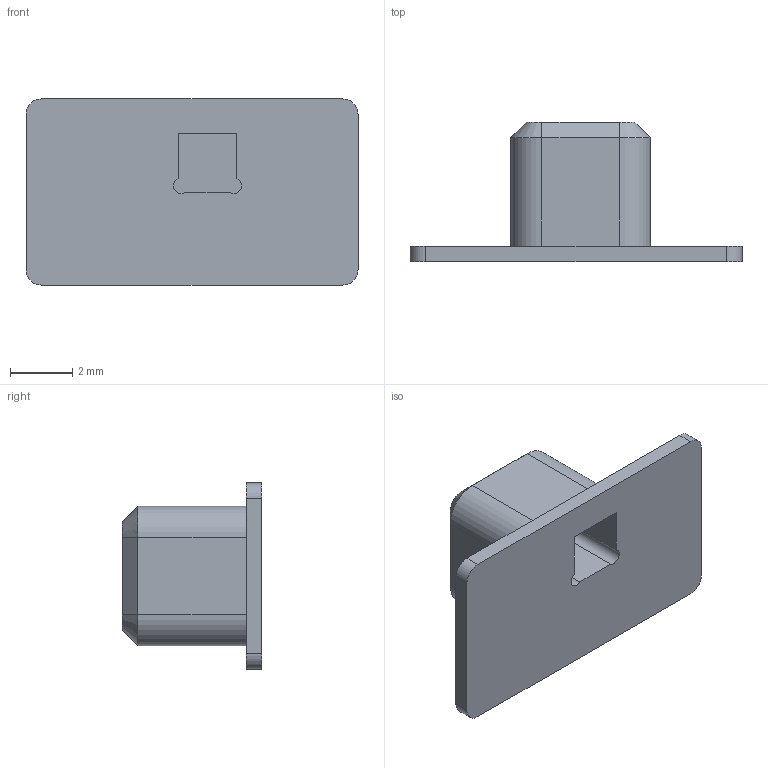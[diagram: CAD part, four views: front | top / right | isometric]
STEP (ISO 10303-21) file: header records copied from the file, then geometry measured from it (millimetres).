
FILE_DESCRIPTION((''),'2;1');
FILE_NAME('1-A2','2025-05-23T15:36:38',('seeed'),(''),'CREO PARAMETRIC BY PTC INC, 2021284','CREO PARAMETRIC BY PTC INC, 2021284','');
FILE_SCHEMA(('CONFIG_CONTROL_DESIGN'));
Length unit declared in the file: millimetre
Products named in the file (1): 1-A2
Bounding box: 10.7 x 4.5 x 6 mm (x, y, z)
Volume: 95.7 mm3; surface area: 229.7 mm2
Topology: 1 solids, 1 shells, 34 faces, 82 edges, 52 vertices
Faces by surface type: plane 20, cylinder 10, cone 4
Entity records: 1024 total; most frequent: DIRECTION 174, CARTESIAN_POINT 168, ORIENTED_EDGE 164, EDGE_CURVE 82, VECTOR 58, LINE 58, AXIS2_PLACEMENT_3D 58, VERTEX_POINT 52
